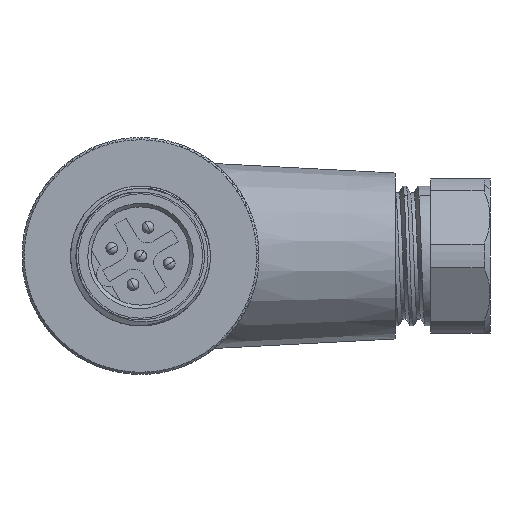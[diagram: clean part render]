
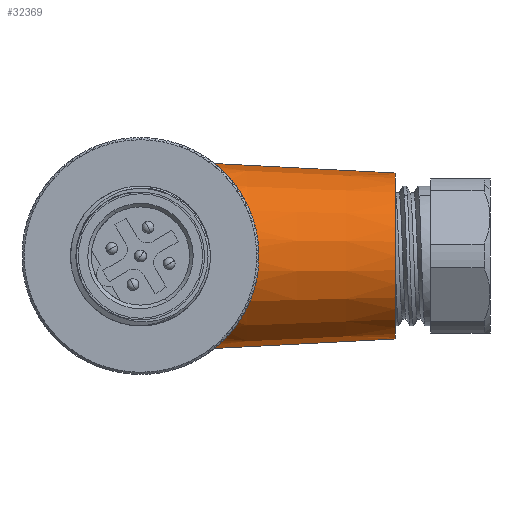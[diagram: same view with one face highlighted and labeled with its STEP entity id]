
A CAD part, left-side view. The second image highlights one B-rep face of the part: STEP entity #32369.
In plain terms, the highlighted conical face has half-angle 3 degrees and reference radius 7 mm.
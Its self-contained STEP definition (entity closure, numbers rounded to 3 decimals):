
#756 = CARTESIAN_POINT ( 'NONE',  ( 7.582, -8.216, -4.255 ) ) ;
#1063 = VERTEX_POINT ( 'NONE', #34949 ) ;
#1858 = CARTESIAN_POINT ( 'NONE',  ( 9.344, -6.842, 6.237 ) ) ;
#2145 = CARTESIAN_POINT ( 'NONE',  ( 7.2, -8.533, 3.607 ) ) ;
#2405 = CARTESIAN_POINT ( 'NONE',  ( 6.645, -9.004, 2.137 ) ) ;
#2481 = VERTEX_POINT ( 'NONE', #12058 ) ;
#3240 = CARTESIAN_POINT ( 'NONE',  ( 14., -21.5, 0. ) ) ;
#4946 = CARTESIAN_POINT ( 'NONE',  ( 8.304, -7.633, -5.243 ) ) ;
#5786 = CARTESIAN_POINT ( 'NONE',  ( 8.313, -7.626, 5.252 ) ) ;
#6327 = CARTESIAN_POINT ( 'NONE',  ( 7.452, -8.324, -4.042 ) ) ;
#6613 = CARTESIAN_POINT ( 'NONE',  ( 6.895, -8.79, 2.891 ) ) ;
#7487 = ORIENTED_EDGE ( 'NONE', *, *, #51791, .F. ) ;
#9323 = EDGE_LOOP ( 'NONE', ( #7487, #22133, #35475, #10628 ) ) ;
#9968 = CARTESIAN_POINT ( 'NONE',  ( 13.456, -4.882, 7.857 ) ) ;
#10244 = CARTESIAN_POINT ( 'NONE',  ( 11.2, -5.662, 7.316 ) ) ;
#10424 = CARTESIAN_POINT ( 'NONE',  ( 14., -4.857, 7.872 ) ) ;
#10628 = ORIENTED_EDGE ( 'NONE', *, *, #36336, .F. ) ;
#10779 = CARTESIAN_POINT ( 'NONE',  ( 10.126, -6.301, 6.783 ) ) ;
#11009 = VERTEX_POINT ( 'NONE', #49844 ) ;
#12058 = CARTESIAN_POINT ( 'NONE',  ( 14., -21.5, 7. ) ) ;
#12431 = DIRECTION ( 'NONE',  ( 0., 0., 1. ) ) ;
#12764 = CARTESIAN_POINT ( 'NONE',  ( 14., -4.857, -7.872 ) ) ;
#14120 = CARTESIAN_POINT ( 'NONE',  ( 11.428, -5.543, 7.406 ) ) ;
#14674 = CARTESIAN_POINT ( 'NONE',  ( 6.803, -8.868, 2.643 ) ) ;
#15215 = CARTESIAN_POINT ( 'NONE',  ( 13.729, -4.857, 7.872 ) ) ;
#15333 = DIRECTION ( 'NONE',  ( 0., 0.999, -0.052 ) ) ;
#15756 = CONICAL_SURFACE ( 'NONE', #53996, 7., 0.052 ) ;
#16049 = DIRECTION ( 'NONE',  ( 0., 1., 0. ) ) ;
#17225 = CARTESIAN_POINT ( 'NONE',  ( 13.45, -4.883, -7.856 ) ) ;
#17765 = CARTESIAN_POINT ( 'NONE',  ( 10.758, -5.911, -7.117 ) ) ;
#18328 = CARTESIAN_POINT ( 'NONE',  ( 6.413, -9.202, -1.085 ) ) ;
#18597 = CARTESIAN_POINT ( 'NONE',  ( 7.096, -8.621, -3.362 ) ) ;
#18771 = LINE ( 'NONE', #52743, #22037 ) ;
#18865 = CARTESIAN_POINT ( 'NONE',  ( 10.538, -6.034, 7.018 ) ) ;
#19147 = CARTESIAN_POINT ( 'NONE',  ( 12.15, -5.221, 7.637 ) ) ;
#19396 = CIRCLE ( 'NONE', #25622, 7. ) ;
#19411 = CARTESIAN_POINT ( 'NONE',  ( 8.982, -7.111, 5.931 ) ) ;
#21661 = CARTESIAN_POINT ( 'NONE',  ( 12.654, -5.05, -7.75 ) ) ;
#21919 = CARTESIAN_POINT ( 'NONE',  ( 7.997, -7.879, -4.869 ) ) ;
#22037 = VECTOR ( 'NONE', #23188, 1000. ) ;
#22133 = ORIENTED_EDGE ( 'NONE', *, *, #26622, .T. ) ;
#23188 = DIRECTION ( 'NONE',  ( 0., 0.999, 0.052 ) ) ;
#23283 = CARTESIAN_POINT ( 'NONE',  ( 6.469, -9.154, 1.354 ) ) ;
#23555 = CARTESIAN_POINT ( 'NONE',  ( 7.444, -8.329, 4.05 ) ) ;
#24394 = FACE_OUTER_BOUND ( 'NONE', #9323, .T. ) ;
#25622 = AXIS2_PLACEMENT_3D ( 'NONE', #30202, #29110, #38292 ) ;
#26385 = CARTESIAN_POINT ( 'NONE',  ( 10.127, -6.305, -6.77 ) ) ;
#26622 = EDGE_CURVE ( 'NONE', #1063, #2481, #19396, .T. ) ;
#26813 = EDGE_CURVE ( 'NONE', #2481, #48527, #18771, .T. ) ;
#27761 = CARTESIAN_POINT ( 'NONE',  ( 7.209, -8.526, -3.595 ) ) ;
#29110 = DIRECTION ( 'NONE',  ( 0., 1., 0. ) ) ;
#30021 = CARTESIAN_POINT ( 'NONE',  ( 10.542, -6.041, -7.007 ) ) ;
#30202 = CARTESIAN_POINT ( 'NONE',  ( 14., -21.5, 0. ) ) ;
#30593 = CARTESIAN_POINT ( 'NONE',  ( 11.423, -5.537, -7.417 ) ) ;
#31124 = CARTESIAN_POINT ( 'NONE',  ( 6.358, -9.25, 0.268 ) ) ;
#31407 = CARTESIAN_POINT ( 'NONE',  ( 6.358, -9.25, -0.546 ) ) ;
#32369 = ADVANCED_FACE ( 'NONE', ( #24394 ), #15756, .T. ) ;
#34193 = B_SPLINE_CURVE_WITH_KNOTS ( 'NONE', 3,
 ( #12764, #42316, #17225, #46994, #21661, #34220, #30593, #17765, #30021, #26385, #38666, #43392, #43131, #4946, #21919, #756, #6327, #27761, #18597, #48384, #52834, #18328, #31407, #31124, #53369, #35592, #23283, #48096, #2405, #14674, #6613, #2145, #23555, #52547, #5786, #19411, #1858, #10779, #18865, #10244, #14120, #35873, #19147, #44769, #40583, #9968, #15215, #36408 ),
 .UNSPECIFIED., .F., .F.,
 ( 4, 2, 2, 2, 2, 2, 2, 2, 2, 2, 2, 2, 2, 2, 2, 2, 2, 2, 2, 2, 2, 2, 2, 4 ),
 ( 0.046, 0.047, 0.047, 0.049, 0.05, 0.051, 0.052, 0.054, 0.055, 0.055, 0.057, 0.059, 0.06, 0.06, 0.061, 0.062, 0.064, 0.065, 0.067, 0.069, 0.069, 0.07, 0.071, 0.072 ),
 .UNSPECIFIED. ) ;
#34220 = CARTESIAN_POINT ( 'NONE',  ( 11.89, -5.309, -7.578 ) ) ;
#34949 = CARTESIAN_POINT ( 'NONE',  ( 14., -21.5, -7. ) ) ;
#35475 = ORIENTED_EDGE ( 'NONE', *, *, #26813, .T. ) ;
#35592 = CARTESIAN_POINT ( 'NONE',  ( 6.428, -9.19, 1.087 ) ) ;
#35873 = CARTESIAN_POINT ( 'NONE',  ( 11.903, -5.322, 7.567 ) ) ;
#36336 = EDGE_CURVE ( 'NONE', #11009, #48527, #34193, .T. ) ;
#36408 = CARTESIAN_POINT ( 'NONE',  ( 14., -4.857, 7.872 ) ) ;
#37819 = CARTESIAN_POINT ( 'NONE',  ( 14., -21.5, -7. ) ) ;
#38292 = DIRECTION ( 'NONE',  ( 0., 0., 1. ) ) ;
#38666 = CARTESIAN_POINT ( 'NONE',  ( 9.926, -6.439, -6.643 ) ) ;
#40583 = CARTESIAN_POINT ( 'NONE',  ( 12.916, -4.98, 7.796 ) ) ;
#42316 = CARTESIAN_POINT ( 'NONE',  ( 13.726, -4.857, -7.872 ) ) ;
#43131 = CARTESIAN_POINT ( 'NONE',  ( 8.981, -7.112, -5.93 ) ) ;
#43392 = CARTESIAN_POINT ( 'NONE',  ( 9.345, -6.842, -6.237 ) ) ;
#44769 = CARTESIAN_POINT ( 'NONE',  ( 12.656, -5.05, 7.751 ) ) ;
#44959 = VECTOR ( 'NONE', #15333, 1000. ) ;
#46994 = CARTESIAN_POINT ( 'NONE',  ( 12.916, -4.98, -7.795 ) ) ;
#48096 = CARTESIAN_POINT ( 'NONE',  ( 6.578, -9.061, 1.879 ) ) ;
#48384 = CARTESIAN_POINT ( 'NONE',  ( 6.792, -8.877, -2.648 ) ) ;
#48527 = VERTEX_POINT ( 'NONE', #10424 ) ;
#49844 = CARTESIAN_POINT ( 'NONE',  ( 14., -4.857, -7.872 ) ) ;
#51791 = EDGE_CURVE ( 'NONE', #1063, #11009, #53758, .T. ) ;
#52547 = CARTESIAN_POINT ( 'NONE',  ( 8.004, -7.873, 4.879 ) ) ;
#52743 = CARTESIAN_POINT ( 'NONE',  ( 14., -21.5, 7. ) ) ;
#52834 = CARTESIAN_POINT ( 'NONE',  ( 6.633, -9.014, -2.147 ) ) ;
#53369 = CARTESIAN_POINT ( 'NONE',  ( 6.372, -9.238, 0.542 ) ) ;
#53758 = LINE ( 'NONE', #37819, #44959 ) ;
#53996 = AXIS2_PLACEMENT_3D ( 'NONE', #3240, #16049, #12431 ) ;
